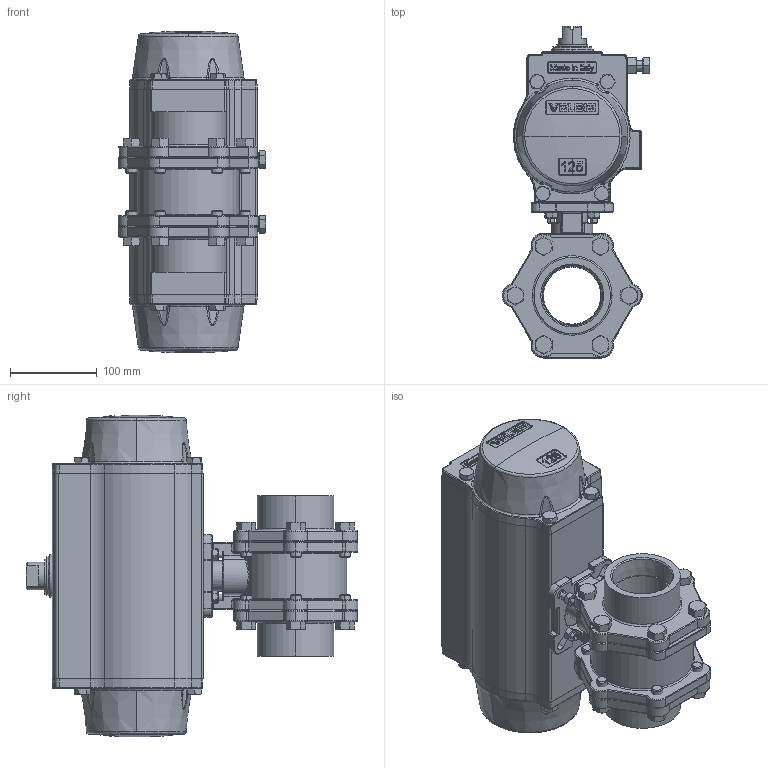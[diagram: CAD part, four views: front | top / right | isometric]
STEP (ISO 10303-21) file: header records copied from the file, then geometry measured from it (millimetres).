
FILE_DESCRIPTION (( 'STEP AP203' ), '1' );
FILE_NAME ('4700-250F_UT-4.STEP', '2017-11-13T19:09:33', ( '' ), ( '' ), 'SwSTEP 2.0', 'SolidWorks 2014', '' );
FILE_SCHEMA (( 'CONFIG_CONTROL_DESIGN' ));
Length unit declared in the file: inch
Products named in the file (1): 4700-250F_UT-4
Bounding box: 170.23 x 383.37 x 371.83 mm (x, y, z)
Surface area: 444326.1 mm2 (no closed solid volume)
Topology: 0 solids, 51 shells, 1669 faces, 5079 edges, 3325 vertices
Faces by surface type: plane 552, cylinder 365, bspline 306, cone 284, torus 108, sphere 54
Entity records: 79728 total; most frequent: CARTESIAN_POINT 38007, ORIENTED_EDGE 8535, DIRECTION 8028, EDGE_CURVE 5051, VERTEX_POINT 3325, AXIS2_PLACEMENT_3D 3054, VECTOR 1920, LINE 1920
